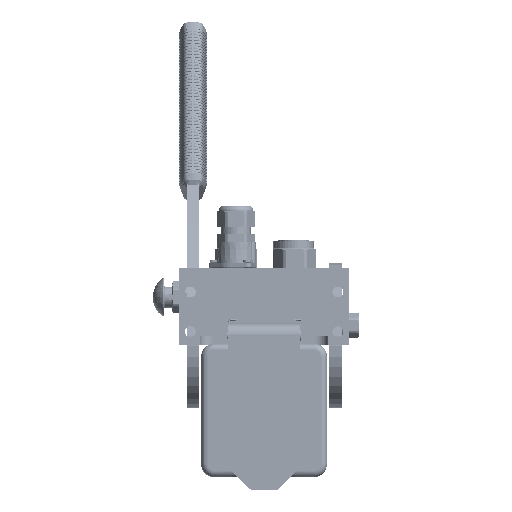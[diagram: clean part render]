
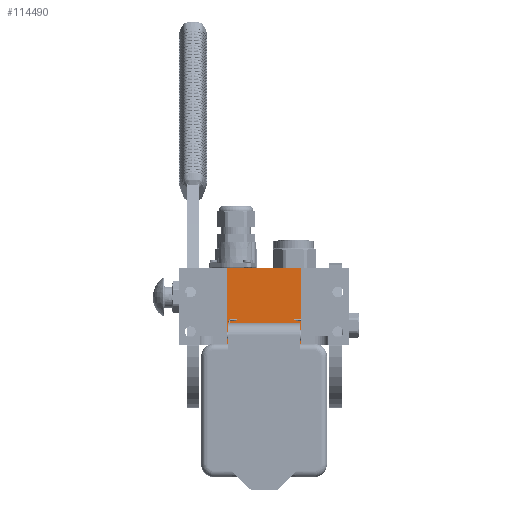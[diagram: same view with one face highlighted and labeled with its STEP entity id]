
A CAD part, left-side view. The second image highlights one B-rep face of the part: STEP entity #114490.
In plain terms, the highlighted face is planar.
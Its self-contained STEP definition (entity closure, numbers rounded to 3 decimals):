
#3465 = CARTESIAN_POINT ( 'NONE',  ( -29., 0., -107.5 ) ) ;
#10746 = LINE ( 'NONE', #148618, #112625 ) ;
#11569 = PLANE ( 'NONE',  #80892 ) ;
#24514 = EDGE_CURVE ( 'NONE', #202865, #59491, #175519, .T. ) ;
#24610 = DIRECTION ( 'NONE',  ( -1., 0., 0. ) ) ;
#26321 = EDGE_CURVE ( 'NONE', #88849, #141866, #87638, .T. ) ;
#28231 = CARTESIAN_POINT ( 'NONE',  ( 29., 0., -107.5 ) ) ;
#28916 = DIRECTION ( 'NONE',  ( -1., 0., 0. ) ) ;
#29089 = CARTESIAN_POINT ( 'NONE',  ( 29., 0., -107.5 ) ) ;
#37663 = CARTESIAN_POINT ( 'NONE',  ( 29., 0., -107.5 ) ) ;
#46912 = ORIENTED_EDGE ( 'NONE', *, *, #26321, .F. ) ;
#48880 = VECTOR ( 'NONE', #189444, 1000. ) ;
#53105 = VECTOR ( 'NONE', #84752, 1000. ) ;
#54875 = ORIENTED_EDGE ( 'NONE', *, *, #140050, .F. ) ;
#59491 = VERTEX_POINT ( 'NONE', #173857 ) ;
#67715 = VECTOR ( 'NONE', #24610, 1000. ) ;
#71220 = CARTESIAN_POINT ( 'NONE',  ( 29., 60.2, -107.5 ) ) ;
#80892 = AXIS2_PLACEMENT_3D ( 'NONE', #28231, #105407, #28916 ) ;
#84752 = DIRECTION ( 'NONE',  ( 0., 1., 0. ) ) ;
#87638 = LINE ( 'NONE', #71220, #67715 ) ;
#88849 = VERTEX_POINT ( 'NONE', #203895 ) ;
#105407 = DIRECTION ( 'NONE',  ( 0., 0., -1. ) ) ;
#105906 = ORIENTED_EDGE ( 'NONE', *, *, #24514, .T. ) ;
#112625 = VECTOR ( 'NONE', #116732, 1000. ) ;
#114490 = ADVANCED_FACE ( 'NONE', ( #146883 ), #11569, .T. ) ;
#116732 = DIRECTION ( 'NONE',  ( 0., 1., 0. ) ) ;
#140050 = EDGE_CURVE ( 'NONE', #202865, #88849, #10746, .T. ) ;
#141866 = VERTEX_POINT ( 'NONE', #150365 ) ;
#146883 = FACE_OUTER_BOUND ( 'NONE', #192819, .T. ) ;
#147966 = EDGE_CURVE ( 'NONE', #59491, #141866, #195713, .T. ) ;
#148618 = CARTESIAN_POINT ( 'NONE',  ( 29., 0., -107.5 ) ) ;
#150365 = CARTESIAN_POINT ( 'NONE',  ( -29., 60.2, -107.5 ) ) ;
#173512 = ORIENTED_EDGE ( 'NONE', *, *, #147966, .T. ) ;
#173857 = CARTESIAN_POINT ( 'NONE',  ( -29., 0., -107.5 ) ) ;
#175519 = LINE ( 'NONE', #29089, #48880 ) ;
#189444 = DIRECTION ( 'NONE',  ( -1., 0., 0. ) ) ;
#192819 = EDGE_LOOP ( 'NONE', ( #173512, #46912, #54875, #105906 ) ) ;
#195713 = LINE ( 'NONE', #3465, #53105 ) ;
#202865 = VERTEX_POINT ( 'NONE', #37663 ) ;
#203895 = CARTESIAN_POINT ( 'NONE',  ( 29., 60.2, -107.5 ) ) ;
